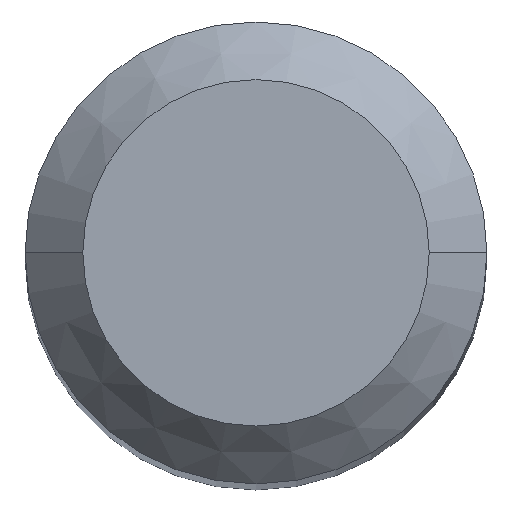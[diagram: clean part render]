
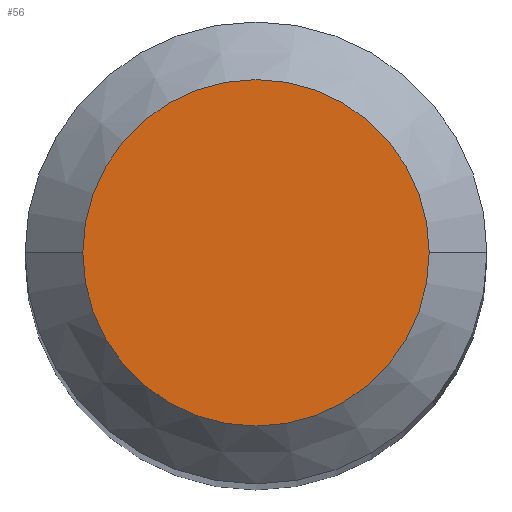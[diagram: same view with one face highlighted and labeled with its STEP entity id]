
A CAD part, top view. The second image highlights one B-rep face of the part: STEP entity #56.
In plain terms, the highlighted planar face has unit normal (0, 0, 1).
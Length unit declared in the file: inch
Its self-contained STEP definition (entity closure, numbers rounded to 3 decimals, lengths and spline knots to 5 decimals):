
#26 = VERTEX_POINT ( 'NONE', #334 ) ;
#36 = DIRECTION ( 'NONE',  ( 0., 0., 1. ) ) ;
#56 = ADVANCED_FACE ( 'NONE', ( #70 ), #167, .F. ) ;
#66 = EDGE_CURVE ( 'NONE', #26, #213, #318, .T. ) ;
#70 = FACE_OUTER_BOUND ( 'NONE', #181, .T. ) ;
#72 = DIRECTION ( 'NONE',  ( 1., 0., 0. ) ) ;
#87 = AXIS2_PLACEMENT_3D ( 'NONE', #292, #196, #393 ) ;
#106 = DIRECTION ( 'NONE',  ( 1., 0., 0. ) ) ;
#114 = ORIENTED_EDGE ( 'NONE', *, *, #338, .T. ) ;
#157 = ORIENTED_EDGE ( 'NONE', *, *, #66, .T. ) ;
#167 = PLANE ( 'NONE',  #87 ) ;
#181 = EDGE_LOOP ( 'NONE', ( #157, #114 ) ) ;
#192 = CARTESIAN_POINT ( 'NONE',  ( 0.09375, 0., 0. ) ) ;
#196 = DIRECTION ( 'NONE',  ( 0., 0., -1. ) ) ;
#211 = AXIS2_PLACEMENT_3D ( 'NONE', #234, #337, #106 ) ;
#213 = VERTEX_POINT ( 'NONE', #192 ) ;
#234 = CARTESIAN_POINT ( 'NONE',  ( 0., 0., 0. ) ) ;
#292 = CARTESIAN_POINT ( 'NONE',  ( 0., 0., 0. ) ) ;
#313 = CIRCLE ( 'NONE', #211, 0.09375 ) ;
#318 = CIRCLE ( 'NONE', #375, 0.09375 ) ;
#326 = CARTESIAN_POINT ( 'NONE',  ( 0., 0., 0. ) ) ;
#334 = CARTESIAN_POINT ( 'NONE',  ( -0.09375, 0., 0. ) ) ;
#337 = DIRECTION ( 'NONE',  ( 0., 0., 1. ) ) ;
#338 = EDGE_CURVE ( 'NONE', #213, #26, #313, .T. ) ;
#375 = AXIS2_PLACEMENT_3D ( 'NONE', #326, #36, #72 ) ;
#393 = DIRECTION ( 'NONE',  ( -1., 0., 0. ) ) ;
